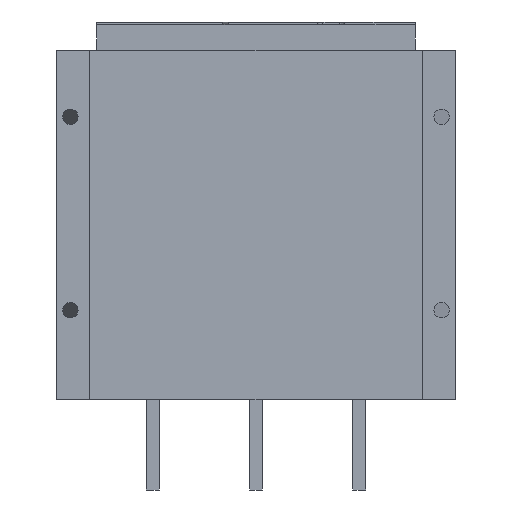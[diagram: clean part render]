
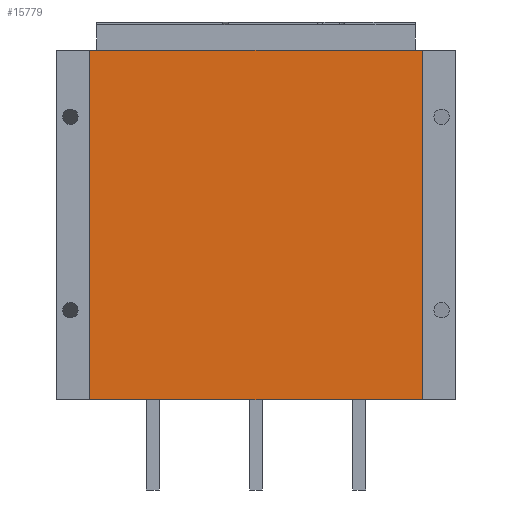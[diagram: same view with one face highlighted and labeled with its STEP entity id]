
A CAD part, front view. The second image highlights one B-rep face of the part: STEP entity #15779.
In plain terms, the highlighted planar face has unit normal (0, -1, 0).
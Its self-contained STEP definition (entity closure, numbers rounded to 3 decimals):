
#169 = DIRECTION ( 'NONE',  ( 0., 0., 1. ) ) ;
#621 = CARTESIAN_POINT ( 'NONE',  ( 129., 0., -271. ) ) ;
#795 = ORIENTED_EDGE ( 'NONE', *, *, #18611, .T. ) ;
#825 = VERTEX_POINT ( 'NONE', #8804 ) ;
#867 = DIRECTION ( 'NONE',  ( 0., -1., 0. ) ) ;
#1238 = PLANE ( 'NONE',  #1476 ) ;
#1476 = AXIS2_PLACEMENT_3D ( 'NONE', #10163, #867, #2607 ) ;
#2607 = DIRECTION ( 'NONE',  ( 1., 0., 0. ) ) ;
#3172 = VERTEX_POINT ( 'NONE', #11349 ) ;
#4179 = FACE_OUTER_BOUND ( 'NONE', #8237, .T. ) ;
#4799 = VECTOR ( 'NONE', #169, 1000. ) ;
#4953 = EDGE_CURVE ( 'NONE', #11434, #3172, #7597, .T. ) ;
#5451 = VECTOR ( 'NONE', #6601, 1000. ) ;
#6526 = VECTOR ( 'NONE', #8800, 1000. ) ;
#6601 = DIRECTION ( 'NONE',  ( 0., 0., 1. ) ) ;
#6743 = ORIENTED_EDGE ( 'NONE', *, *, #15357, .F. ) ;
#7204 = LINE ( 'NONE', #13384, #18698 ) ;
#7597 = LINE ( 'NONE', #15049, #4799 ) ;
#8150 = VERTEX_POINT ( 'NONE', #15930 ) ;
#8237 = EDGE_LOOP ( 'NONE', ( #6743, #14873, #8631, #795 ) ) ;
#8631 = ORIENTED_EDGE ( 'NONE', *, *, #14484, .T. ) ;
#8800 = DIRECTION ( 'NONE',  ( 1., 0., 0. ) ) ;
#8804 = CARTESIAN_POINT ( 'NONE',  ( 129., 0., 0. ) ) ;
#9455 = CARTESIAN_POINT ( 'NONE',  ( -129., 0., -271. ) ) ;
#10163 = CARTESIAN_POINT ( 'NONE',  ( 129., 0., -271. ) ) ;
#10237 = DIRECTION ( 'NONE',  ( 1., 0., 0. ) ) ;
#10474 = LINE ( 'NONE', #18227, #6526 ) ;
#11104 = LINE ( 'NONE', #621, #5451 ) ;
#11349 = CARTESIAN_POINT ( 'NONE',  ( -129., 0., 0. ) ) ;
#11434 = VERTEX_POINT ( 'NONE', #9455 ) ;
#13384 = CARTESIAN_POINT ( 'NONE',  ( 129., 0., 0. ) ) ;
#14484 = EDGE_CURVE ( 'NONE', #11434, #8150, #10474, .T. ) ;
#14873 = ORIENTED_EDGE ( 'NONE', *, *, #4953, .F. ) ;
#15049 = CARTESIAN_POINT ( 'NONE',  ( -129., 0., -271. ) ) ;
#15357 = EDGE_CURVE ( 'NONE', #3172, #825, #7204, .T. ) ;
#15779 = ADVANCED_FACE ( 'NONE', ( #4179 ), #1238, .T. ) ;
#15930 = CARTESIAN_POINT ( 'NONE',  ( 129., 0., -271. ) ) ;
#18227 = CARTESIAN_POINT ( 'NONE',  ( 129., 0., -271. ) ) ;
#18611 = EDGE_CURVE ( 'NONE', #8150, #825, #11104, .T. ) ;
#18698 = VECTOR ( 'NONE', #10237, 1000. ) ;
